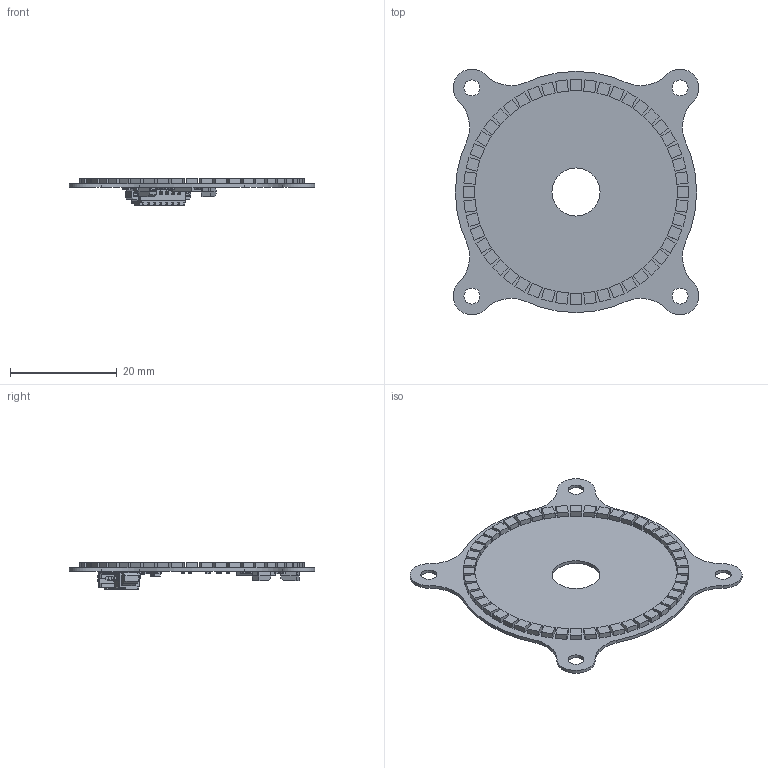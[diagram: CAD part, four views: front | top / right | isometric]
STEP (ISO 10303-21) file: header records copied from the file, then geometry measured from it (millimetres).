
FILE_DESCRIPTION(('Open CASCADE Model'),'2;1');
FILE_NAME('Open CASCADE Shape Model','2020-06-08T12:48:19',('Author'),( 'Open CASCADE'),'Open CASCADE STEP processor 6.8','Open CASCADE 6.8' ,'Unknown');
FILE_SCHEMA(('AUTOMOTIVE_DESIGN { 1 0 10303 214 1 1 1 1 }'));
Length unit declared in the file: millimetre
Products named in the file (117): PCB; Board; Open CASCADE STEP translator 6.8 4.1.1; L50; User_Library-V0402HD; User_Library-V0402HD_K_X_F6rper_1; User_Library-V0402HD_Anschl_X_FCsse_1; L49; User_Library-ind_0805; C14; User_Library-Capacitor_0402; C13; C12; C11; C10; t491a105k035at; Open CASCADE STEP translator 6.8 4.8.1.1; Open CASCADE STEP translator 6.8 4.8.1.2; Open CASCADE STEP translator 6.8 4.8.1.3; Open CASCADE STEP translator 6.8 4.8.1.4; Open CASCADE STEP translator 6.8 4.8.1.5; Open CASCADE STEP translator 6.8 4.8.1.6; Open CASCADE STEP translator 6.8 4.8.1.7; C1; L46; 6416062544; Extruded; U1; 6415943216; R5; User_Library-R_0402; R4; R3; R2; R1; P1; 532610671; Open CASCADE STEP translator 6.8 4.17.1.1; Open CASCADE STEP translator 6.8 4.17.1.2; C9 ...
Assembly tree (168 placements, depth 4):
  PCB
    Board
      Open CASCADE STEP translator 6.8 4.1.1
    L50
      User_Library-V0402HD
        User_Library-V0402HD_K_X_F6rper_1
        User_Library-V0402HD_Anschl_X_FCsse_1
    L49
      User_Library-ind_0805
    C14
      User_Library-Capacitor_0402
    C13
      User_Library-Capacitor_0402
    C12
      User_Library-Capacitor_0402
    C11
      User_Library-Capacitor_0402
    C10
      t491a105k035at
        Open CASCADE STEP translator 6.8 4.8.1.1
        Open CASCADE STEP translator 6.8 4.8.1.2
        Open CASCADE STEP translator 6.8 4.8.1.3
        Open CASCADE STEP translator 6.8 4.8.1.4
        Open CASCADE STEP translator 6.8 4.8.1.5
        Open CASCADE STEP translator 6.8 4.8.1.6
        Open CASCADE STEP translator 6.8 4.8.1.7
    C1
      t491a105k035at
        Open CASCADE STEP translator 6.8 4.8.1.1
        Open CASCADE STEP translator 6.8 4.8.1.2
        Open CASCADE STEP translator 6.8 4.8.1.3
        Open CASCADE STEP translator 6.8 4.8.1.4
        Open CASCADE STEP translator 6.8 4.8.1.5
        Open CASCADE STEP translator 6.8 4.8.1.6
        Open CASCADE STEP translator 6.8 4.8.1.7
    L46
      6416062544
        Extruded
    U1
      6415943216
        Extruded
    R5
      User_Library-R_0402
    R4
      User_Library-R_0402
    R3
      User_Library-R_0402
    R2
      User_Library-R_0402
    R1
      User_Library-R_0402
    P1
      532610671
        Open CASCADE STEP translator 6.8 4.17.1.1
        Open CASCADE STEP translator 6.8 4.17.1.2
    C9
      User_Library-Capacitor_0402
    C8
      User_Library-Capacitor_0402
    C7
Bounding box: 46.04 x 46.04 x 5.04 mm (x, y, z)
Volume: 1435.2 mm3; surface area: 5058.2 mm2
Topology: 88 solids, 100 shells, 2288 faces, 5390 edges, 3174 vertices
Faces by surface type: plane 1313, cylinder 437, bspline 338, sphere 200
Full cylindrical faces by diameter (mm): 3 x4, 9 x1
Entity records: 30459 total; most frequent: CARTESIAN_POINT 6502, DIRECTION 3987, ORIENTED_EDGE 3934, EDGE_CURVE 1967, LINE 1665, VECTOR 1665, VERTEX_POINT 1252, AXIS2_PLACEMENT_3D 1161
